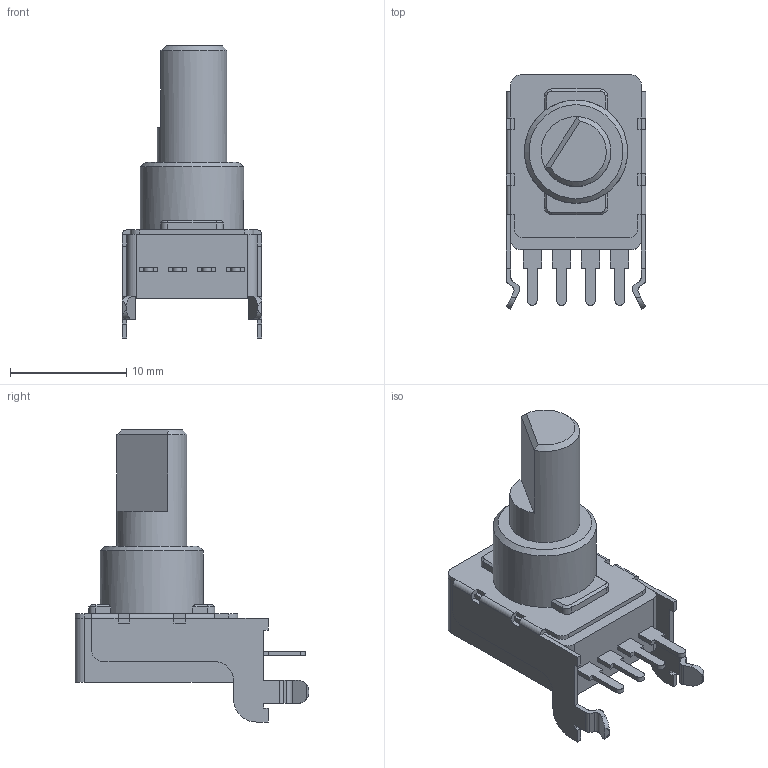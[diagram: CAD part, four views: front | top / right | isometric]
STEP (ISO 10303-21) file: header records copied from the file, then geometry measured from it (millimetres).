
FILE_DESCRIPTION(/* description */ (''),/* implementation_level */ '2;1');
FILE_NAME(/* name */ 'Potentiometer-Tayda-RV111-RA-THD v5.step',/* time_stamp */ '2025-08-21T12:21:05-07:00',/* author */ (''),/* organization */ (''),/* preprocessor_version */ 'ST-DEVELOPER v20.1',/* originating_system */ 'Autodesk Translation Framework v14.10.0.0',/* authorisation */ '');
FILE_SCHEMA (('AUTOMOTIVE_DESIGN { 1 0 10303 214 3 1 1 }'));
Length unit declared in the file: millimetre
Products named in the file (1): Potentiometer-Tayda-RV111-RA-THD
Bounding box: 12 x 20.1 x 25.1 mm (x, y, z)
Volume: 1684.5 mm3; surface area: 1955 mm2
Topology: 7 solids, 7 shells, 182 faces, 501 edges, 327 vertices
Faces by surface type: plane 133, cylinder 43, cone 6
Full cylindrical faces by diameter (mm): 6 x2, 8.866 x1
Entity records: 5813 total; most frequent: CARTESIAN_POINT 1017, ORIENTED_EDGE 1002, DIRECTION 975, EDGE_CURVE 501, LINE 389, VECTOR 389, VERTEX_POINT 327, AXIS2_PLACEMENT_3D 293
